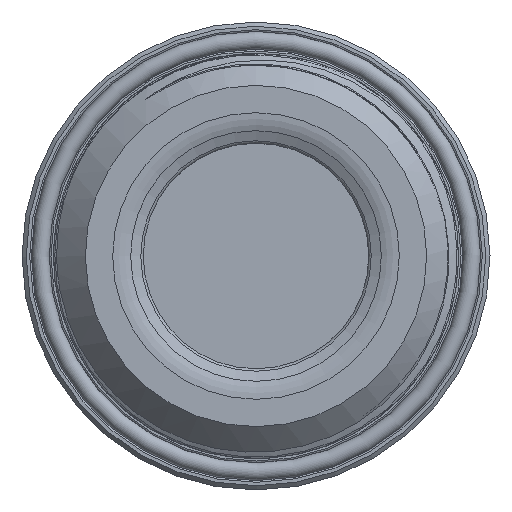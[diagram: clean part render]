
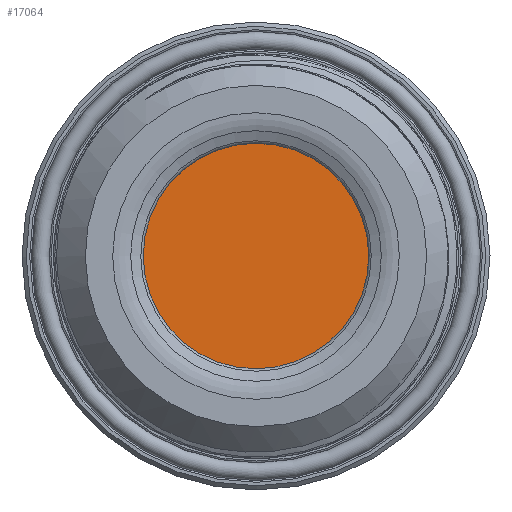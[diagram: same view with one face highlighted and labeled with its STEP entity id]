
A CAD part, left-side view. The second image highlights one B-rep face of the part: STEP entity #17064.
In plain terms, the highlighted face is planar.
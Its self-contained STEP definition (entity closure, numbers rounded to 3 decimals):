
#956=PLANE('',#18136);
#1653=FACE_OUTER_BOUND('',#2642,.T.);
#2642=EDGE_LOOP('',(#14480));
#3265=CIRCLE('',#18135,13.337);
#7743=VERTEX_POINT('',#46874);
#10093=EDGE_CURVE('',#7743,#7743,#3265,.T.);
#14480=ORIENTED_EDGE('',*,*,#10093,.T.);
#17064=ADVANCED_FACE('',(#1653),#956,.T.);
#18135=AXIS2_PLACEMENT_3D('',#46876,#20323,#20324);
#18136=AXIS2_PLACEMENT_3D('',#46877,#20325,#20326);
#20323=DIRECTION('center_axis',(1.,0.,0.));
#20324=DIRECTION('ref_axis',(0.,0.,-1.));
#20325=DIRECTION('center_axis',(1.,0.,0.));
#20326=DIRECTION('ref_axis',(0.,0.,-1.));
#46874=CARTESIAN_POINT('',(19.717,-13.337,0.));
#46876=CARTESIAN_POINT('Origin',(19.717,0.,
0.));
#46877=CARTESIAN_POINT('Origin',(19.717,0.,0.));
